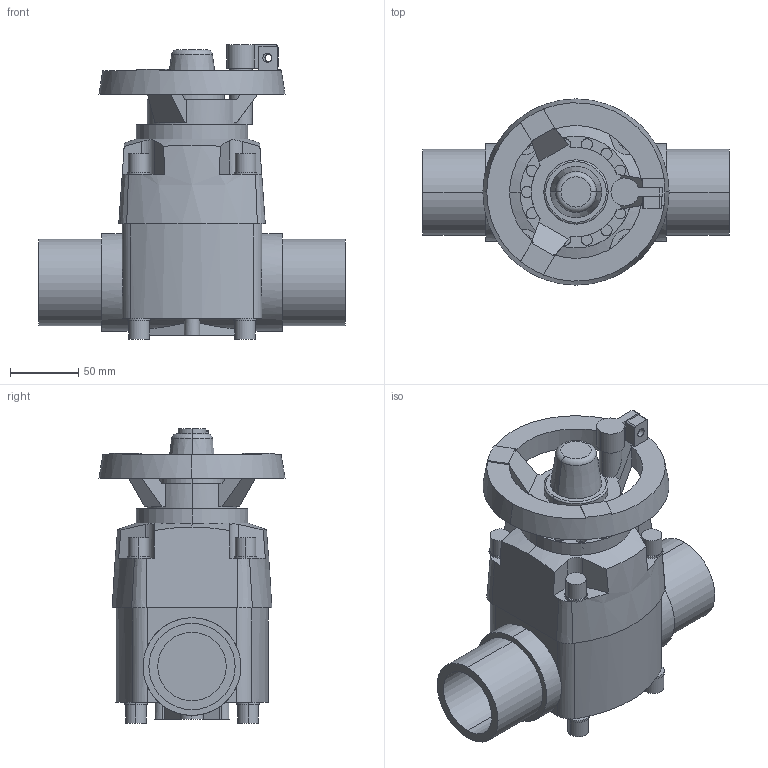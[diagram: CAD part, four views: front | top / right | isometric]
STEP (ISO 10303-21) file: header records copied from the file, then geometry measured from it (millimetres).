
FILE_DESCRIPTION(('STEP AP214'),'1');
FILE_NAME('cctmp_1AF8F43B-DE89-4C6D-AFFA-E6085AA78B4E_2021_10_26_11_27_25_0414..stp','2021-10-26T09:27:25',('Praher Valves GmbH'),('CADClick - www.CADClick.com'),'Spatial InterOp 3D',' ','unknown authorization');
FILE_SCHEMA(('AUTOMOTIVE_DESIGN'));
Length unit declared in the file: millimetre
Products named in the file (1): 122803
Bounding box: 224 x 136 x 215.01 mm (x, y, z)
Volume: 1813497 mm3; surface area: 170716.6 mm2
Topology: 1 solids, 2 shells, 288 faces, 753 edges, 482 vertices
Faces by surface type: plane 144, cylinder 128, cone 12, torus 4
Entity records: 11950 total; most frequent: CARTESIAN_POINT 2262, DIRECTION 1686, ORIENTED_EDGE 1506, EDGE_CURVE 753, AXIS2_PLACEMENT_3D 688, VERTEX_POINT 482, CIRCLE 381, EDGE_LOOP 311
